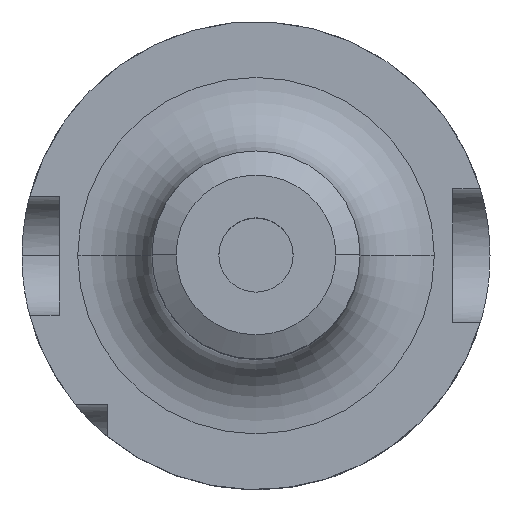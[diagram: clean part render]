
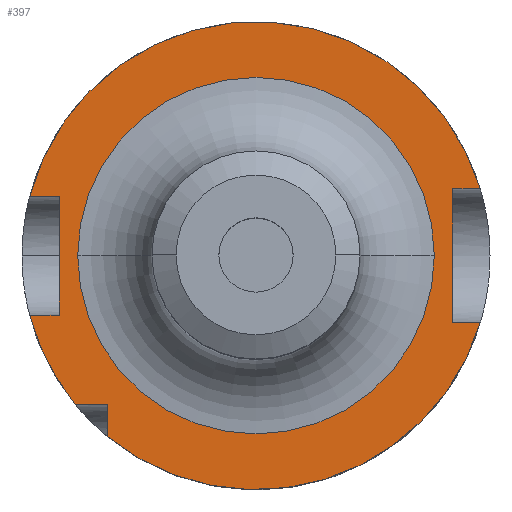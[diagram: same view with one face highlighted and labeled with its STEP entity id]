
A CAD part, top view. The second image highlights one B-rep face of the part: STEP entity #397.
In plain terms, the highlighted planar face has unit normal (0, 0, 1).
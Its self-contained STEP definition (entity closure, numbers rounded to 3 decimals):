
#50 = DIRECTION ( 'NONE',  ( -1., 0., 0. ) ) ;
#69 = ORIENTED_EDGE ( 'NONE', *, *, #1323, .F. ) ;
#92 = ORIENTED_EDGE ( 'NONE', *, *, #1008, .F. ) ;
#139 = CIRCLE ( 'NONE', #3322, 31.5 ) ;
#318 = AXIS2_PLACEMENT_3D ( 'NONE', #1075, #1334, #1357 ) ;
#352 = VERTEX_POINT ( 'NONE', #1232 ) ;
#383 = LINE ( 'NONE', #3073, #3421 ) ;
#397 = ADVANCED_FACE ( 'NONE', ( #626, #2099 ), #1034, .T. ) ;
#445 = CARTESIAN_POINT ( 'NONE',  ( 0., 0., 26. ) ) ;
#462 = CIRCLE ( 'NONE', #1852, 24. ) ;
#533 = AXIS2_PLACEMENT_3D ( 'NONE', #445, #2920, #603 ) ;
#542 = EDGE_LOOP ( 'NONE', ( #1102, #3846 ) ) ;
#574 = VECTOR ( 'NONE', #2050, 1000. ) ;
#603 = DIRECTION ( 'NONE',  ( 1., 0., 0. ) ) ;
#626 = FACE_BOUND ( 'NONE', #542, .T. ) ;
#628 = EDGE_CURVE ( 'NONE', #2867, #1774, #1878, .T. ) ;
#631 = VERTEX_POINT ( 'NONE', #1122 ) ;
#645 = VERTEX_POINT ( 'NONE', #1651 ) ;
#715 = LINE ( 'NONE', #2592, #2182 ) ;
#766 = VERTEX_POINT ( 'NONE', #3450 ) ;
#812 = VERTEX_POINT ( 'NONE', #1991 ) ;
#818 = EDGE_CURVE ( 'NONE', #1114, #2416, #2796, .T. ) ;
#850 = CARTESIAN_POINT ( 'NONE',  ( 0., 9., 26. ) ) ;
#915 = CARTESIAN_POINT ( 'NONE',  ( 0., 0., 26. ) ) ;
#1008 = EDGE_CURVE ( 'NONE', #766, #352, #139, .T. ) ;
#1015 = ORIENTED_EDGE ( 'NONE', *, *, #1213, .F. ) ;
#1022 = DIRECTION ( 'NONE',  ( 1., 0., 0. ) ) ;
#1027 = ORIENTED_EDGE ( 'NONE', *, *, #818, .T. ) ;
#1034 = PLANE ( 'NONE',  #318 ) ;
#1074 = AXIS2_PLACEMENT_3D ( 'NONE', #2995, #1593, #2750 ) ;
#1075 = CARTESIAN_POINT ( 'NONE',  ( 0., 14., 26. ) ) ;
#1102 = ORIENTED_EDGE ( 'NONE', *, *, #628, .T. ) ;
#1114 = VERTEX_POINT ( 'NONE', #3289 ) ;
#1122 = CARTESIAN_POINT ( 'NONE',  ( -26.5, -8., 26. ) ) ;
#1132 = EDGE_CURVE ( 'NONE', #1114, #812, #1277, .T. ) ;
#1213 = EDGE_CURVE ( 'NONE', #3736, #766, #383, .T. ) ;
#1232 = CARTESIAN_POINT ( 'NONE',  ( 30.187, 9., 26. ) ) ;
#1254 = EDGE_CURVE ( 'NONE', #2769, #352, #1875, .T. ) ;
#1277 = CIRCLE ( 'NONE', #1074, 31.5 ) ;
#1323 = EDGE_CURVE ( 'NONE', #1937, #631, #715, .T. ) ;
#1334 = DIRECTION ( 'NONE',  ( 0., 0., 1. ) ) ;
#1357 = DIRECTION ( 'NONE',  ( 1., 0., 0. ) ) ;
#1379 = DIRECTION ( 'NONE',  ( -1., 0., 0. ) ) ;
#1411 = CARTESIAN_POINT ( 'NONE',  ( -20., -20., 26. ) ) ;
#1422 = LINE ( 'NONE', #2479, #3677 ) ;
#1540 = VERTEX_POINT ( 'NONE', #1411 ) ;
#1549 = CARTESIAN_POINT ( 'NONE',  ( -26.5, 14., 26. ) ) ;
#1567 = DIRECTION ( 'NONE',  ( -1., 0., 0. ) ) ;
#1577 = ORIENTED_EDGE ( 'NONE', *, *, #1628, .F. ) ;
#1593 = DIRECTION ( 'NONE',  ( 0., 0., -1. ) ) ;
#1628 = EDGE_CURVE ( 'NONE', #812, #1540, #2945, .T. ) ;
#1651 = CARTESIAN_POINT ( 'NONE',  ( -24.336, -20., 26. ) ) ;
#1765 = EDGE_CURVE ( 'NONE', #1774, #2867, #462, .T. ) ;
#1774 = VERTEX_POINT ( 'NONE', #3132 ) ;
#1805 = DIRECTION ( 'NONE',  ( 0., 0., -1. ) ) ;
#1852 = AXIS2_PLACEMENT_3D ( 'NONE', #3712, #3802, #3829 ) ;
#1875 = LINE ( 'NONE', #850, #2760 ) ;
#1878 = CIRCLE ( 'NONE', #533, 24. ) ;
#1883 = VECTOR ( 'NONE', #3494, 1000. ) ;
#1902 = EDGE_CURVE ( 'NONE', #1540, #645, #1422, .T. ) ;
#1911 = CARTESIAN_POINT ( 'NONE',  ( -26.5, 8., 26. ) ) ;
#1927 = AXIS2_PLACEMENT_3D ( 'NONE', #3790, #3805, #3815 ) ;
#1935 = EDGE_CURVE ( 'NONE', #645, #1937, #2113, .T. ) ;
#1936 = ORIENTED_EDGE ( 'NONE', *, *, #1902, .F. ) ;
#1937 = VERTEX_POINT ( 'NONE', #3509 ) ;
#1991 = CARTESIAN_POINT ( 'NONE',  ( -20., -24.336, 26. ) ) ;
#2001 = VECTOR ( 'NONE', #2960, 1000. ) ;
#2020 = CARTESIAN_POINT ( 'NONE',  ( -20., 14., 26. ) ) ;
#2030 = CARTESIAN_POINT ( 'NONE',  ( 26.5, -9., 26. ) ) ;
#2036 = CARTESIAN_POINT ( 'NONE',  ( 26.5, 14., 26. ) ) ;
#2050 = DIRECTION ( 'NONE',  ( 0., 1., 0. ) ) ;
#2099 = FACE_OUTER_BOUND ( 'NONE', #3508, .T. ) ;
#2113 = CIRCLE ( 'NONE', #1927, 31.5 ) ;
#2182 = VECTOR ( 'NONE', #2832, 1000. ) ;
#2205 = ORIENTED_EDGE ( 'NONE', *, *, #1254, .T. ) ;
#2285 = LINE ( 'NONE', #1549, #3672 ) ;
#2382 = EDGE_CURVE ( 'NONE', #2416, #2769, #3431, .T. ) ;
#2416 = VERTEX_POINT ( 'NONE', #2030 ) ;
#2479 = CARTESIAN_POINT ( 'NONE',  ( 0., -20., 26. ) ) ;
#2592 = CARTESIAN_POINT ( 'NONE',  ( 0., -8., 26. ) ) ;
#2735 = CARTESIAN_POINT ( 'NONE',  ( 24., 0., 26. ) ) ;
#2750 = DIRECTION ( 'NONE',  ( -1., 0., 0. ) ) ;
#2760 = VECTOR ( 'NONE', #1022, 1000. ) ;
#2769 = VERTEX_POINT ( 'NONE', #3210 ) ;
#2796 = LINE ( 'NONE', #3136, #2001 ) ;
#2832 = DIRECTION ( 'NONE',  ( 1., 0., 0. ) ) ;
#2867 = VERTEX_POINT ( 'NONE', #2735 ) ;
#2920 = DIRECTION ( 'NONE',  ( 0., 0., -1. ) ) ;
#2945 = LINE ( 'NONE', #2020, #574 ) ;
#2960 = DIRECTION ( 'NONE',  ( -1., 0., 0. ) ) ;
#2975 = ORIENTED_EDGE ( 'NONE', *, *, #1935, .F. ) ;
#2995 = CARTESIAN_POINT ( 'NONE',  ( 0., 0., 26. ) ) ;
#3019 = DIRECTION ( 'NONE',  ( 0., 1., 0. ) ) ;
#3073 = CARTESIAN_POINT ( 'NONE',  ( 0., 8., 26. ) ) ;
#3126 = ORIENTED_EDGE ( 'NONE', *, *, #1132, .F. ) ;
#3132 = CARTESIAN_POINT ( 'NONE',  ( -24., 0., 26. ) ) ;
#3136 = CARTESIAN_POINT ( 'NONE',  ( 0., -9., 26. ) ) ;
#3175 = EDGE_CURVE ( 'NONE', #631, #3736, #2285, .T. ) ;
#3210 = CARTESIAN_POINT ( 'NONE',  ( 26.5, 9., 26. ) ) ;
#3275 = ORIENTED_EDGE ( 'NONE', *, *, #3175, .F. ) ;
#3289 = CARTESIAN_POINT ( 'NONE',  ( 30.187, -9., 26. ) ) ;
#3322 = AXIS2_PLACEMENT_3D ( 'NONE', #915, #1805, #1567 ) ;
#3421 = VECTOR ( 'NONE', #1379, 1000. ) ;
#3431 = LINE ( 'NONE', #2036, #1883 ) ;
#3450 = CARTESIAN_POINT ( 'NONE',  ( -30.467, 8., 26. ) ) ;
#3494 = DIRECTION ( 'NONE',  ( 0., 1., 0. ) ) ;
#3508 = EDGE_LOOP ( 'NONE', ( #1936, #1577, #3126, #1027, #3676, #2205, #92, #1015, #3275, #69, #2975 ) ) ;
#3509 = CARTESIAN_POINT ( 'NONE',  ( -30.467, -8., 26. ) ) ;
#3672 = VECTOR ( 'NONE', #3019, 1000. ) ;
#3676 = ORIENTED_EDGE ( 'NONE', *, *, #2382, .T. ) ;
#3677 = VECTOR ( 'NONE', #50, 1000. ) ;
#3712 = CARTESIAN_POINT ( 'NONE',  ( 0., 0., 26. ) ) ;
#3736 = VERTEX_POINT ( 'NONE', #1911 ) ;
#3790 = CARTESIAN_POINT ( 'NONE',  ( 0., 0., 26. ) ) ;
#3802 = DIRECTION ( 'NONE',  ( 0., 0., -1. ) ) ;
#3805 = DIRECTION ( 'NONE',  ( 0., 0., -1. ) ) ;
#3815 = DIRECTION ( 'NONE',  ( -1., 0., 0. ) ) ;
#3829 = DIRECTION ( 'NONE',  ( 1., 0., 0. ) ) ;
#3846 = ORIENTED_EDGE ( 'NONE', *, *, #1765, .T. ) ;
